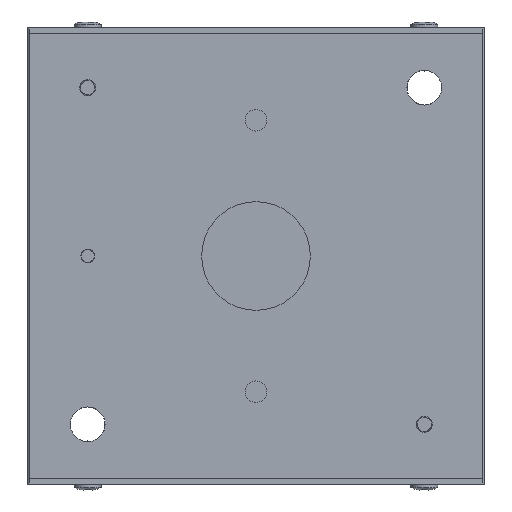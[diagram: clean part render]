
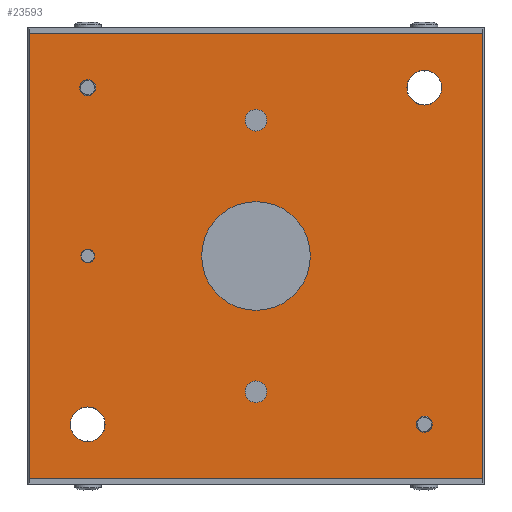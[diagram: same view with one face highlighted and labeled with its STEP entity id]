
A CAD part, front view. The second image highlights one B-rep face of the part: STEP entity #23593.
In plain terms, the highlighted planar face has unit normal (0, -1, 0).
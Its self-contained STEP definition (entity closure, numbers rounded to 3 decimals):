
#2095=PLANE('',#25391);
#2962=FACE_BOUND('',#4391,.T.);
#2963=FACE_BOUND('',#4392,.T.);
#2964=FACE_BOUND('',#4393,.T.);
#2965=FACE_BOUND('',#4394,.T.);
#2966=FACE_BOUND('',#4395,.T.);
#2967=FACE_BOUND('',#4396,.T.);
#2968=FACE_BOUND('',#4397,.T.);
#2969=FACE_BOUND('',#4398,.T.);
#3102=FACE_OUTER_BOUND('',#4390,.T.);
#4390=EDGE_LOOP('',(#16943,#16944,#16945,#16946));
#4391=EDGE_LOOP('',(#16947,#16948));
#4392=EDGE_LOOP('',(#16949,#16950));
#4393=EDGE_LOOP('',(#16951,#16952));
#4394=EDGE_LOOP('',(#16953,#16954));
#4395=EDGE_LOOP('',(#16955,#16956));
#4396=EDGE_LOOP('',(#16957,#16958));
#4397=EDGE_LOOP('',(#16959,#16960));
#4398=EDGE_LOOP('',(#16961,#16962));
#6026=LINE('',#35310,#8458);
#6027=LINE('',#35312,#8459);
#6028=LINE('',#35314,#8460);
#6029=LINE('',#35315,#8461);
#8458=VECTOR('',#27845,1000.);
#8459=VECTOR('',#27846,1000.);
#8460=VECTOR('',#27847,1000.);
#8461=VECTOR('',#27848,1000.);
#10798=CIRCLE('',#25331,0.625);
#10799=CIRCLE('',#25332,0.625);
#10800=CIRCLE('',#25334,0.75);
#10801=CIRCLE('',#25335,0.75);
#10802=CIRCLE('',#25337,0.75);
#10803=CIRCLE('',#25338,0.75);
#10804=CIRCLE('',#25340,5.);
#10805=CIRCLE('',#25341,5.);
#10808=CIRCLE('',#25345,1.);
#10809=CIRCLE('',#25346,1.);
#10812=CIRCLE('',#25350,1.);
#10813=CIRCLE('',#25351,1.);
#10818=CIRCLE('',#25359,1.6);
#10821=CIRCLE('',#25362,1.6);
#10822=CIRCLE('',#25364,1.6);
#10825=CIRCLE('',#25367,1.6);
#11393=VERTEX_POINT('',#34654);
#11394=VERTEX_POINT('',#34655);
#11396=VERTEX_POINT('',#34703);
#11397=VERTEX_POINT('',#34704);
#11399=VERTEX_POINT('',#34760);
#11400=VERTEX_POINT('',#34761);
#11403=VERTEX_POINT('',#34821);
#11404=VERTEX_POINT('',#34822);
#11407=VERTEX_POINT('',#34831);
#11408=VERTEX_POINT('',#34832);
#11411=VERTEX_POINT('',#34841);
#11412=VERTEX_POINT('',#34842);
#11428=VERTEX_POINT('',#34975);
#11429=VERTEX_POINT('',#34976);
#11434=VERTEX_POINT('',#34991);
#11435=VERTEX_POINT('',#34992);
#11510=VERTEX_POINT('',#35308);
#11511=VERTEX_POINT('',#35309);
#11512=VERTEX_POINT('',#35311);
#11513=VERTEX_POINT('',#35313);
#13503=EDGE_CURVE('',#11393,#11394,#10798,.T.);
#13506=EDGE_CURVE('',#11394,#11393,#10799,.T.);
#13507=EDGE_CURVE('',#11396,#11397,#10800,.T.);
#13508=EDGE_CURVE('',#11397,#11396,#10801,.T.);
#13511=EDGE_CURVE('',#11399,#11400,#10802,.T.);
#13512=EDGE_CURVE('',#11400,#11399,#10803,.T.);
#13516=EDGE_CURVE('',#11403,#11404,#10804,.T.);
#13517=EDGE_CURVE('',#11404,#11403,#10805,.T.);
#13521=EDGE_CURVE('',#11407,#11408,#10808,.T.);
#13522=EDGE_CURVE('',#11408,#11407,#10809,.T.);
#13526=EDGE_CURVE('',#11411,#11412,#10812,.T.);
#13527=EDGE_CURVE('',#11412,#11411,#10813,.T.);
#13544=EDGE_CURVE('',#11428,#11429,#10818,.T.);
#13552=EDGE_CURVE('',#11429,#11428,#10821,.T.);
#13553=EDGE_CURVE('',#11434,#11435,#10822,.T.);
#13564=EDGE_CURVE('',#11435,#11434,#10825,.T.);
#13643=EDGE_CURVE('',#11510,#11511,#6026,.T.);
#13644=EDGE_CURVE('',#11512,#11510,#6027,.T.);
#13645=EDGE_CURVE('',#11512,#11513,#6028,.T.);
#13646=EDGE_CURVE('',#11511,#11513,#6029,.T.);
#16943=ORIENTED_EDGE('',*,*,#13643,.F.);
#16944=ORIENTED_EDGE('',*,*,#13644,.F.);
#16945=ORIENTED_EDGE('',*,*,#13645,.T.);
#16946=ORIENTED_EDGE('',*,*,#13646,.F.);
#16947=ORIENTED_EDGE('',*,*,#13553,.F.);
#16948=ORIENTED_EDGE('',*,*,#13564,.F.);
#16949=ORIENTED_EDGE('',*,*,#13526,.T.);
#16950=ORIENTED_EDGE('',*,*,#13527,.T.);
#16951=ORIENTED_EDGE('',*,*,#13521,.T.);
#16952=ORIENTED_EDGE('',*,*,#13522,.T.);
#16953=ORIENTED_EDGE('',*,*,#13516,.T.);
#16954=ORIENTED_EDGE('',*,*,#13517,.T.);
#16955=ORIENTED_EDGE('',*,*,#13511,.T.);
#16956=ORIENTED_EDGE('',*,*,#13512,.T.);
#16957=ORIENTED_EDGE('',*,*,#13544,.F.);
#16958=ORIENTED_EDGE('',*,*,#13552,.F.);
#16959=ORIENTED_EDGE('',*,*,#13503,.F.);
#16960=ORIENTED_EDGE('',*,*,#13506,.F.);
#16961=ORIENTED_EDGE('',*,*,#13507,.T.);
#16962=ORIENTED_EDGE('',*,*,#13508,.T.);
#23593=ADVANCED_FACE('',(#3102,#2962,#2963,#2964,#2965,#2966,#2967,#2968,
#2969),#2095,.T.);
#25331=AXIS2_PLACEMENT_3D('',#34656,#27631,#27632);
#25332=AXIS2_PLACEMENT_3D('',#34701,#27634,#27635);
#25334=AXIS2_PLACEMENT_3D('',#34705,#27638,#27639);
#25335=AXIS2_PLACEMENT_3D('',#34706,#27640,#27641);
#25337=AXIS2_PLACEMENT_3D('',#34762,#27645,#27646);
#25338=AXIS2_PLACEMENT_3D('',#34763,#27647,#27648);
#25340=AXIS2_PLACEMENT_3D('',#34823,#27652,#27653);
#25341=AXIS2_PLACEMENT_3D('',#34824,#27654,#27655);
#25345=AXIS2_PLACEMENT_3D('',#34833,#27663,#27664);
#25346=AXIS2_PLACEMENT_3D('',#34834,#27665,#27666);
#25350=AXIS2_PLACEMENT_3D('',#34843,#27674,#27675);
#25351=AXIS2_PLACEMENT_3D('',#34844,#27676,#27677);
#25359=AXIS2_PLACEMENT_3D('',#34977,#27699,#27700);
#25362=AXIS2_PLACEMENT_3D('',#34989,#27710,#27711);
#25364=AXIS2_PLACEMENT_3D('',#34993,#27714,#27715);
#25367=AXIS2_PLACEMENT_3D('',#35074,#27725,#27726);
#25391=AXIS2_PLACEMENT_3D('',#35307,#27843,#27844);
#27631=DIRECTION('center_axis',(0.,-1.,0.));
#27632=DIRECTION('ref_axis',(0.,0.,-1.));
#27634=DIRECTION('center_axis',(0.,-1.,0.));
#27635=DIRECTION('ref_axis',(0.,0.,-1.));
#27638=DIRECTION('center_axis',(0.,1.,0.));
#27639=DIRECTION('ref_axis',(0.,0.,1.));
#27640=DIRECTION('center_axis',(0.,1.,0.));
#27641=DIRECTION('ref_axis',(0.,0.,1.));
#27645=DIRECTION('center_axis',(0.,1.,0.));
#27646=DIRECTION('ref_axis',(0.,0.,1.));
#27647=DIRECTION('center_axis',(0.,1.,0.));
#27648=DIRECTION('ref_axis',(0.,0.,1.));
#27652=DIRECTION('center_axis',(0.,1.,0.));
#27653=DIRECTION('ref_axis',(0.,0.,1.));
#27654=DIRECTION('center_axis',(0.,1.,0.));
#27655=DIRECTION('ref_axis',(0.,0.,1.));
#27663=DIRECTION('center_axis',(0.,1.,0.));
#27664=DIRECTION('ref_axis',(0.,0.,1.));
#27665=DIRECTION('center_axis',(0.,1.,0.));
#27666=DIRECTION('ref_axis',(0.,0.,1.));
#27674=DIRECTION('center_axis',(0.,1.,0.));
#27675=DIRECTION('ref_axis',(0.,0.,1.));
#27676=DIRECTION('center_axis',(0.,1.,0.));
#27677=DIRECTION('ref_axis',(0.,0.,1.));
#27699=DIRECTION('center_axis',(0.,-1.,0.));
#27700=DIRECTION('ref_axis',(0.,0.,-1.));
#27710=DIRECTION('center_axis',(0.,-1.,0.));
#27711=DIRECTION('ref_axis',(0.,0.,-1.));
#27714=DIRECTION('center_axis',(0.,-1.,0.));
#27715=DIRECTION('ref_axis',(0.,0.,-1.));
#27725=DIRECTION('center_axis',(0.,-1.,0.));
#27726=DIRECTION('ref_axis',(0.,0.,-1.));
#27843=DIRECTION('center_axis',(0.,-1.,0.));
#27844=DIRECTION('ref_axis',(0.,0.,1.));
#27845=DIRECTION('',(1.,0.,0.));
#27846=DIRECTION('',(0.,0.,1.));
#27847=DIRECTION('',(1.,0.,0.));
#27848=DIRECTION('',(0.,0.,-1.));
#34654=CARTESIAN_POINT('',(-15.5,8.,-0.625));
#34655=CARTESIAN_POINT('',(-15.5,8.,0.625));
#34656=CARTESIAN_POINT('Origin',(-15.5,8.,0.));
#34701=CARTESIAN_POINT('Origin',(-15.5,8.,0.));
#34703=CARTESIAN_POINT('',(-15.5,8.,14.75));
#34704=CARTESIAN_POINT('',(-15.5,8.,16.25));
#34705=CARTESIAN_POINT('Origin',(-15.5,8.,15.5));
#34706=CARTESIAN_POINT('Origin',(-15.5,8.,15.5));
#34760=CARTESIAN_POINT('',(15.5,8.,-16.25));
#34761=CARTESIAN_POINT('',(15.5,8.,-14.75));
#34762=CARTESIAN_POINT('Origin',(15.5,8.,-15.5));
#34763=CARTESIAN_POINT('Origin',(15.5,8.,-15.5));
#34821=CARTESIAN_POINT('',(0.,8.,-5.));
#34822=CARTESIAN_POINT('',(0.,8.,5.));
#34823=CARTESIAN_POINT('Origin',(0.,8.,0.));
#34824=CARTESIAN_POINT('Origin',(0.,8.,0.));
#34831=CARTESIAN_POINT('',(0.,8.,-13.5));
#34832=CARTESIAN_POINT('',(0.,8.,-11.5));
#34833=CARTESIAN_POINT('Origin',(0.,8.,
-12.5));
#34834=CARTESIAN_POINT('Origin',(0.,8.,
-12.5));
#34841=CARTESIAN_POINT('',(0.,8.,11.5));
#34842=CARTESIAN_POINT('',(0.,8.,13.5));
#34843=CARTESIAN_POINT('Origin',(0.,8.,
12.5));
#34844=CARTESIAN_POINT('Origin',(0.,8.,
12.5));
#34975=CARTESIAN_POINT('',(15.5,8.,13.9));
#34976=CARTESIAN_POINT('',(15.5,8.,17.1));
#34977=CARTESIAN_POINT('Origin',(15.5,8.,15.5));
#34989=CARTESIAN_POINT('Origin',(15.5,8.,15.5));
#34991=CARTESIAN_POINT('',(-15.5,8.,-17.1));
#34992=CARTESIAN_POINT('',(-15.5,8.,-13.9));
#34993=CARTESIAN_POINT('Origin',(-15.5,8.,-15.5));
#35074=CARTESIAN_POINT('Origin',(-15.5,8.,-15.5));
#35307=CARTESIAN_POINT('Origin',(-21.,8.,20.5));
#35308=CARTESIAN_POINT('',(-20.9,8.,20.5));
#35309=CARTESIAN_POINT('',(20.9,8.,20.5));
#35310=CARTESIAN_POINT('',(-21.,8.,20.5));
#35311=CARTESIAN_POINT('',(-20.9,8.,-20.5));
#35312=CARTESIAN_POINT('',(-20.9,8.,20.5));
#35313=CARTESIAN_POINT('',(20.9,8.,-20.5));
#35314=CARTESIAN_POINT('',(-21.,8.,-20.5));
#35315=CARTESIAN_POINT('',(20.9,8.,20.5));
